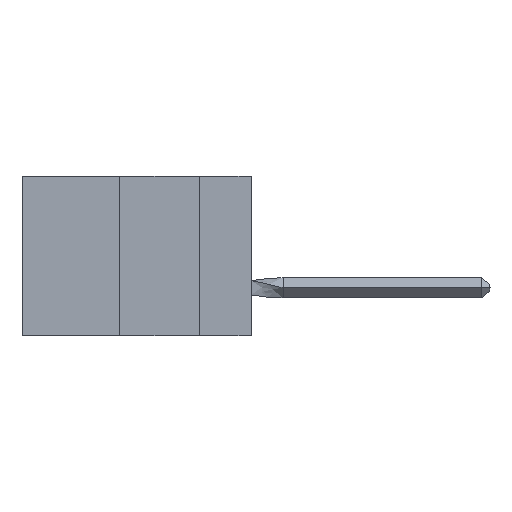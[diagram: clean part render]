
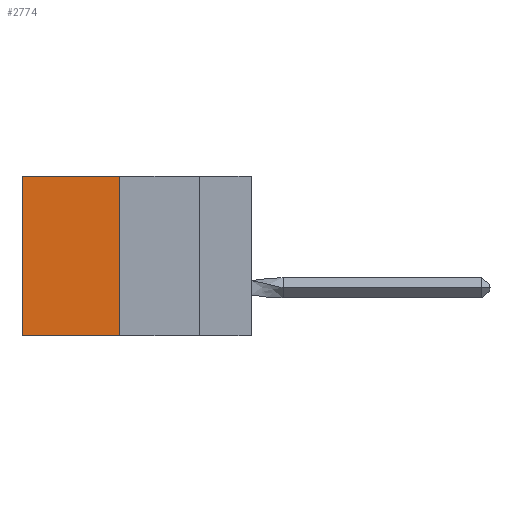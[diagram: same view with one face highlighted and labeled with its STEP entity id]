
A CAD part, left-side view. The second image highlights one B-rep face of the part: STEP entity #2774.
In plain terms, the highlighted planar face has unit normal (-1, 0, 0).
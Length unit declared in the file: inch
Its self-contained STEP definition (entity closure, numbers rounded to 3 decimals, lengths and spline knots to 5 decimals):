
#229 = EDGE_CURVE ( 'NONE', #31142, #18784, #1130, .T. ) ;
#1130 = LINE ( 'NONE', #34846, #24990 ) ;
#2273 = VECTOR ( 'NONE', #24046, 39.37008 ) ;
#2774 = ADVANCED_FACE ( 'NONE', ( #11184 ), #13919, .F. ) ;
#4647 = DIRECTION ( 'NONE',  ( 0., 0., -1. ) ) ;
#5468 = CARTESIAN_POINT ( 'NONE',  ( 0.305, 0.413, -0.5 ) ) ;
#6731 = ORIENTED_EDGE ( 'NONE', *, *, #229, .T. ) ;
#7783 = CARTESIAN_POINT ( 'NONE',  ( 0.305, 0.413, -0.5 ) ) ;
#9183 = LINE ( 'NONE', #5468, #17399 ) ;
#10667 = CARTESIAN_POINT ( 'NONE',  ( 0.305, 0.72, -0.5 ) ) ;
#11184 = FACE_OUTER_BOUND ( 'NONE', #34166, .T. ) ;
#11714 = VERTEX_POINT ( 'NONE', #12172 ) ;
#11888 = EDGE_CURVE ( 'NONE', #11714, #25223, #21115, .T. ) ;
#12172 = CARTESIAN_POINT ( 'NONE',  ( 0.305, 0.413, -0.5 ) ) ;
#12893 = LINE ( 'NONE', #28748, #2273 ) ;
#13919 = PLANE ( 'NONE',  #34705 ) ;
#15318 = ORIENTED_EDGE ( 'NONE', *, *, #22147, .T. ) ;
#16271 = EDGE_CURVE ( 'NONE', #31142, #11714, #9183, .T. ) ;
#16802 = ORIENTED_EDGE ( 'NONE', *, *, #11888, .F. ) ;
#17399 = VECTOR ( 'NONE', #34828, 39.37008 ) ;
#18784 = VERTEX_POINT ( 'NONE', #19396 ) ;
#19396 = CARTESIAN_POINT ( 'NONE',  ( 0.305, 0.72, 0. ) ) ;
#21115 = LINE ( 'NONE', #31137, #28327 ) ;
#22147 = EDGE_CURVE ( 'NONE', #18784, #25223, #12893, .T. ) ;
#23307 = DIRECTION ( 'NONE',  ( 0., 1., 0. ) ) ;
#24046 = DIRECTION ( 'NONE',  ( 0., 0., -1. ) ) ;
#24990 = VECTOR ( 'NONE', #23307, 39.37008 ) ;
#25223 = VERTEX_POINT ( 'NONE', #10667 ) ;
#28327 = VECTOR ( 'NONE', #36793, 39.37008 ) ;
#28748 = CARTESIAN_POINT ( 'NONE',  ( 0.305, 0.72, -0.5 ) ) ;
#29601 = ORIENTED_EDGE ( 'NONE', *, *, #16271, .F. ) ;
#30316 = CARTESIAN_POINT ( 'NONE',  ( 0.305, 0.413, 0. ) ) ;
#31137 = CARTESIAN_POINT ( 'NONE',  ( 0.305, 0.413, -0.5 ) ) ;
#31142 = VERTEX_POINT ( 'NONE', #30316 ) ;
#34166 = EDGE_LOOP ( 'NONE', ( #15318, #16802, #29601, #6731 ) ) ;
#34705 = AXIS2_PLACEMENT_3D ( 'NONE', #7783, #36996, #4647 ) ;
#34828 = DIRECTION ( 'NONE',  ( 0., 0., -1. ) ) ;
#34846 = CARTESIAN_POINT ( 'NONE',  ( 0.305, 0.413, 0. ) ) ;
#36793 = DIRECTION ( 'NONE',  ( 0., 1., 0. ) ) ;
#36996 = DIRECTION ( 'NONE',  ( 1., 0., 0. ) ) ;
